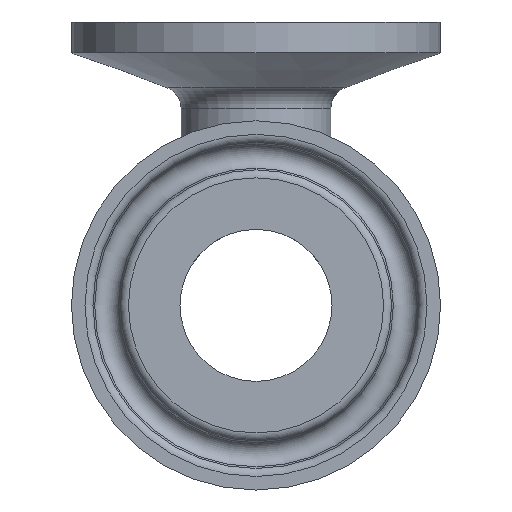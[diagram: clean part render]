
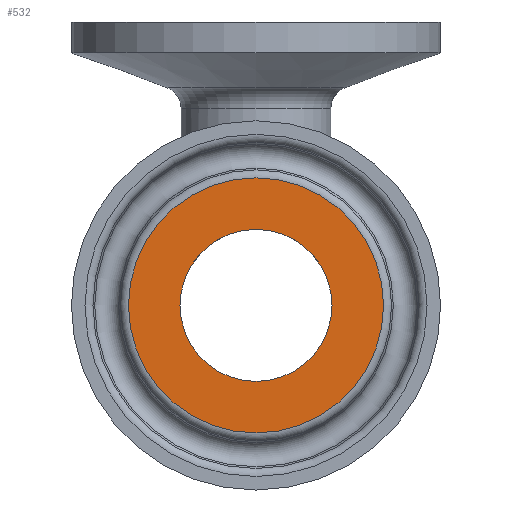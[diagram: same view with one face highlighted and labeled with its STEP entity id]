
A CAD part, left-side view. The second image highlights one B-rep face of the part: STEP entity #532.
In plain terms, the highlighted planar face has unit normal (-1, 0, 0).
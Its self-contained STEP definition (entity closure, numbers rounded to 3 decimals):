
#18=FACE_BOUND('',#135,.T.);
#25=PLANE('',#619);
#97=FACE_OUTER_BOUND('',#134,.T.);
#134=EDGE_LOOP('',(#425));
#135=EDGE_LOOP('',(#426));
#184=CIRCLE('',#612,11.747);
#190=CIRCLE('',#620,7.);
#240=VERTEX_POINT('',#985);
#245=VERTEX_POINT('',#999);
#303=EDGE_CURVE('',#240,#240,#184,.T.);
#310=EDGE_CURVE('',#245,#245,#190,.T.);
#425=ORIENTED_EDGE('',*,*,#303,.F.);
#426=ORIENTED_EDGE('',*,*,#310,.F.);
#532=ADVANCED_FACE('',(#97,#18),#25,.T.);
#612=AXIS2_PLACEMENT_3D('',#986,#756,#757);
#619=AXIS2_PLACEMENT_3D('',#998,#771,#772);
#620=AXIS2_PLACEMENT_3D('',#1000,#773,#774);
#756=DIRECTION('center_axis',(1.,0.,0.));
#757=DIRECTION('ref_axis',(0.,0.,
1.));
#771=DIRECTION('center_axis',(-1.,0.,0.));
#772=DIRECTION('ref_axis',(0.,0.,-1.));
#773=DIRECTION('center_axis',(-1.,0.,0.));
#774=DIRECTION('ref_axis',(0.,0.,-1.));
#985=CARTESIAN_POINT('',(-55.,0.,-11.747));
#986=CARTESIAN_POINT('Origin',(-55.,0.,0.));
#998=CARTESIAN_POINT('Origin',(-55.,-7.,0.));
#999=CARTESIAN_POINT('',(-55.,7.,0.));
#1000=CARTESIAN_POINT('Origin',(-55.,0.,0.));
